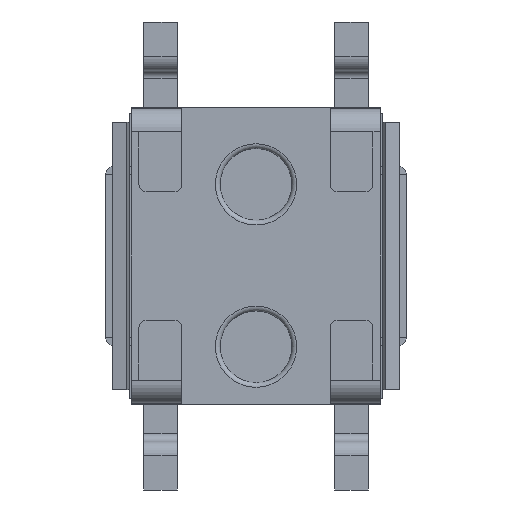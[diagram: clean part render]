
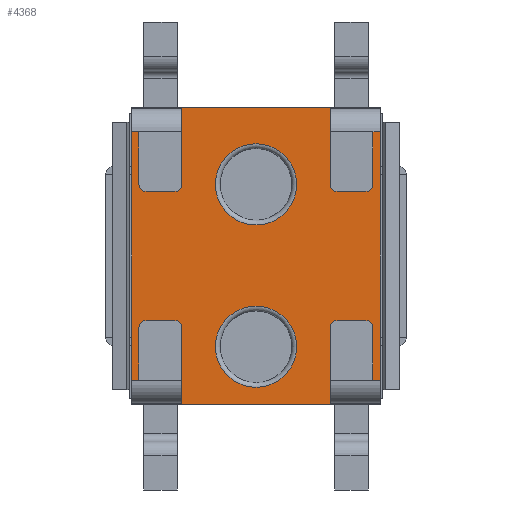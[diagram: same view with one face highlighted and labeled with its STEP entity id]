
A CAD part, front view. The second image highlights one B-rep face of the part: STEP entity #4368.
In plain terms, the highlighted planar face has unit normal (0, -1, 0).
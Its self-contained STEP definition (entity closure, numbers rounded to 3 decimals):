
#34=FACE_BOUND('',#536,.T.);
#35=FACE_BOUND('',#537,.T.);
#300=FACE_OUTER_BOUND('',#535,.T.);
#535=EDGE_LOOP('',(#3868,#3869,#3870,#3871,#3872,#3873,#3874,#3875,#3876,
#3877,#3878,#3879,#3880,#3881,#3882,#3883,#3884,#3885,#3886,#3887,#3888,
#3889,#3890,#3891,#3892,#3893,#3894,#3895));
#536=EDGE_LOOP('',(#3896,#3897));
#537=EDGE_LOOP('',(#3898,#3899));
#701=CIRCLE('',#4755,0.85);
#705=CIRCLE('',#4759,0.85);
#706=CIRCLE('',#4761,0.15);
#707=CIRCLE('',#4762,0.15);
#708=CIRCLE('',#4763,0.15);
#709=CIRCLE('',#4764,0.15);
#710=CIRCLE('',#4765,0.15);
#711=CIRCLE('',#4766,0.15);
#712=CIRCLE('',#4767,0.15);
#713=CIRCLE('',#4768,0.15);
#714=CIRCLE('',#4769,0.85);
#715=CIRCLE('',#4770,0.85);
#955=LINE('',#6719,#1434);
#979=LINE('',#6774,#1458);
#991=LINE('',#6803,#1470);
#1000=LINE('',#6821,#1479);
#1013=LINE('',#6848,#1492);
#1018=LINE('',#6863,#1497);
#1164=LINE('',#7261,#1643);
#1165=LINE('',#7263,#1644);
#1166=LINE('',#7265,#1645);
#1167=LINE('',#7269,#1646);
#1168=LINE('',#7272,#1647);
#1169=LINE('',#7276,#1648);
#1170=LINE('',#7280,#1649);
#1171=LINE('',#7281,#1650);
#1172=LINE('',#7283,#1651);
#1173=LINE('',#7285,#1652);
#1174=LINE('',#7289,#1653);
#1175=LINE('',#7292,#1654);
#1176=LINE('',#7296,#1655);
#1177=LINE('',#7299,#1656);
#1434=VECTOR('',#5414,10.);
#1458=VECTOR('',#5456,10.);
#1470=VECTOR('',#5480,10.);
#1479=VECTOR('',#5495,10.);
#1492=VECTOR('',#5512,10.);
#1497=VECTOR('',#5527,10.);
#1643=VECTOR('',#5939,10.);
#1644=VECTOR('',#5940,10.);
#1645=VECTOR('',#5941,10.);
#1646=VECTOR('',#5944,10.);
#1647=VECTOR('',#5947,10.);
#1648=VECTOR('',#5950,10.);
#1649=VECTOR('',#5953,10.);
#1650=VECTOR('',#5954,10.);
#1651=VECTOR('',#5955,10.);
#1652=VECTOR('',#5956,10.);
#1653=VECTOR('',#5959,10.);
#1654=VECTOR('',#5962,10.);
#1655=VECTOR('',#5965,10.);
#1656=VECTOR('',#5968,10.);
#1889=VERTEX_POINT('',#6716);
#1890=VERTEX_POINT('',#6718);
#1909=VERTEX_POINT('',#6766);
#1912=VERTEX_POINT('',#6772);
#1922=VERTEX_POINT('',#6800);
#1923=VERTEX_POINT('',#6802);
#1928=VERTEX_POINT('',#6818);
#1929=VERTEX_POINT('',#6820);
#1941=VERTEX_POINT('',#6846);
#1946=VERTEX_POINT('',#6862);
#2061=VERTEX_POINT('',#7250);
#2062=VERTEX_POINT('',#7251);
#2065=VERTEX_POINT('',#7260);
#2066=VERTEX_POINT('',#7262);
#2067=VERTEX_POINT('',#7264);
#2068=VERTEX_POINT('',#7266);
#2069=VERTEX_POINT('',#7268);
#2070=VERTEX_POINT('',#7270);
#2071=VERTEX_POINT('',#7273);
#2072=VERTEX_POINT('',#7275);
#2073=VERTEX_POINT('',#7277);
#2074=VERTEX_POINT('',#7279);
#2075=VERTEX_POINT('',#7282);
#2076=VERTEX_POINT('',#7284);
#2077=VERTEX_POINT('',#7286);
#2078=VERTEX_POINT('',#7288);
#2079=VERTEX_POINT('',#7290);
#2080=VERTEX_POINT('',#7293);
#2081=VERTEX_POINT('',#7295);
#2082=VERTEX_POINT('',#7297);
#2083=VERTEX_POINT('',#7300);
#2084=VERTEX_POINT('',#7301);
#2410=EDGE_CURVE('',#1889,#1890,#955,.T.);
#2439=EDGE_CURVE('',#1909,#1912,#979,.T.);
#2455=EDGE_CURVE('',#1922,#1923,#991,.T.);
#2464=EDGE_CURVE('',#1928,#1929,#1000,.T.);
#2478=EDGE_CURVE('',#1928,#1941,#1013,.T.);
#2485=EDGE_CURVE('',#1909,#1946,#1018,.T.);
#2676=EDGE_CURVE('',#2061,#2062,#701,.T.);
#2680=EDGE_CURVE('',#2062,#2061,#705,.T.);
#2681=EDGE_CURVE('',#2065,#1890,#1164,.T.);
#2682=EDGE_CURVE('',#1889,#2066,#1165,.T.);
#2683=EDGE_CURVE('',#2066,#2067,#1166,.T.);
#2684=EDGE_CURVE('',#2067,#2068,#706,.T.);
#2685=EDGE_CURVE('',#2068,#2069,#1167,.T.);
#2686=EDGE_CURVE('',#2069,#2070,#707,.T.);
#2687=EDGE_CURVE('',#2070,#1946,#1168,.T.);
#2688=EDGE_CURVE('',#1912,#2071,#708,.T.);
#2689=EDGE_CURVE('',#2071,#2072,#1169,.T.);
#2690=EDGE_CURVE('',#2072,#2073,#709,.T.);
#2691=EDGE_CURVE('',#2073,#2074,#1170,.T.);
#2692=EDGE_CURVE('',#2074,#1923,#1171,.T.);
#2693=EDGE_CURVE('',#1922,#2075,#1172,.T.);
#2694=EDGE_CURVE('',#2075,#2076,#1173,.T.);
#2695=EDGE_CURVE('',#2076,#2077,#710,.T.);
#2696=EDGE_CURVE('',#2077,#2078,#1174,.T.);
#2697=EDGE_CURVE('',#2078,#2079,#711,.T.);
#2698=EDGE_CURVE('',#2079,#1929,#1175,.T.);
#2699=EDGE_CURVE('',#1941,#2080,#712,.T.);
#2700=EDGE_CURVE('',#2080,#2081,#1176,.T.);
#2701=EDGE_CURVE('',#2081,#2082,#713,.T.);
#2702=EDGE_CURVE('',#2082,#2065,#1177,.T.);
#2703=EDGE_CURVE('',#2083,#2084,#714,.T.);
#2704=EDGE_CURVE('',#2084,#2083,#715,.T.);
#3868=ORIENTED_EDGE('',*,*,#2681,.T.);
#3869=ORIENTED_EDGE('',*,*,#2410,.F.);
#3870=ORIENTED_EDGE('',*,*,#2682,.T.);
#3871=ORIENTED_EDGE('',*,*,#2683,.T.);
#3872=ORIENTED_EDGE('',*,*,#2684,.T.);
#3873=ORIENTED_EDGE('',*,*,#2685,.T.);
#3874=ORIENTED_EDGE('',*,*,#2686,.T.);
#3875=ORIENTED_EDGE('',*,*,#2687,.T.);
#3876=ORIENTED_EDGE('',*,*,#2485,.F.);
#3877=ORIENTED_EDGE('',*,*,#2439,.T.);
#3878=ORIENTED_EDGE('',*,*,#2688,.T.);
#3879=ORIENTED_EDGE('',*,*,#2689,.T.);
#3880=ORIENTED_EDGE('',*,*,#2690,.T.);
#3881=ORIENTED_EDGE('',*,*,#2691,.T.);
#3882=ORIENTED_EDGE('',*,*,#2692,.T.);
#3883=ORIENTED_EDGE('',*,*,#2455,.F.);
#3884=ORIENTED_EDGE('',*,*,#2693,.T.);
#3885=ORIENTED_EDGE('',*,*,#2694,.T.);
#3886=ORIENTED_EDGE('',*,*,#2695,.T.);
#3887=ORIENTED_EDGE('',*,*,#2696,.T.);
#3888=ORIENTED_EDGE('',*,*,#2697,.T.);
#3889=ORIENTED_EDGE('',*,*,#2698,.T.);
#3890=ORIENTED_EDGE('',*,*,#2464,.F.);
#3891=ORIENTED_EDGE('',*,*,#2478,.T.);
#3892=ORIENTED_EDGE('',*,*,#2699,.T.);
#3893=ORIENTED_EDGE('',*,*,#2700,.T.);
#3894=ORIENTED_EDGE('',*,*,#2701,.T.);
#3895=ORIENTED_EDGE('',*,*,#2702,.T.);
#3896=ORIENTED_EDGE('',*,*,#2703,.F.);
#3897=ORIENTED_EDGE('',*,*,#2704,.F.);
#3898=ORIENTED_EDGE('',*,*,#2676,.F.);
#3899=ORIENTED_EDGE('',*,*,#2680,.F.);
#4150=PLANE('',#4760);
#4368=ADVANCED_FACE('',(#300,#34,#35),#4150,.F.);
#4755=AXIS2_PLACEMENT_3D('',#7252,#5927,#5928);
#4759=AXIS2_PLACEMENT_3D('',#7258,#5935,#5936);
#4760=AXIS2_PLACEMENT_3D('',#7259,#5937,#5938);
#4761=AXIS2_PLACEMENT_3D('',#7267,#5942,#5943);
#4762=AXIS2_PLACEMENT_3D('',#7271,#5945,#5946);
#4763=AXIS2_PLACEMENT_3D('',#7274,#5948,#5949);
#4764=AXIS2_PLACEMENT_3D('',#7278,#5951,#5952);
#4765=AXIS2_PLACEMENT_3D('',#7287,#5957,#5958);
#4766=AXIS2_PLACEMENT_3D('',#7291,#5960,#5961);
#4767=AXIS2_PLACEMENT_3D('',#7294,#5963,#5964);
#4768=AXIS2_PLACEMENT_3D('',#7298,#5966,#5967);
#4769=AXIS2_PLACEMENT_3D('',#7302,#5969,#5970);
#4770=AXIS2_PLACEMENT_3D('',#7303,#5971,#5972);
#5414=DIRECTION('',(0.,0.,1.));
#5456=DIRECTION('',(0.,0.,1.));
#5480=DIRECTION('',(0.,0.,-1.));
#5495=DIRECTION('',(1.,0.,0.));
#5512=DIRECTION('',(0.,0.,-1.));
#5527=DIRECTION('',(-1.,0.,0.));
#5927=DIRECTION('center_axis',(0.,-1.,0.));
#5928=DIRECTION('ref_axis',(-1.,0.,0.));
#5935=DIRECTION('center_axis',(0.,-1.,0.));
#5936=DIRECTION('ref_axis',(-1.,0.,0.));
#5937=DIRECTION('center_axis',(0.,1.,0.));
#5938=DIRECTION('ref_axis',(0.,0.,1.));
#5939=DIRECTION('',(-1.,0.,0.));
#5940=DIRECTION('',(1.,0.,0.));
#5941=DIRECTION('',(0.,0.,1.));
#5942=DIRECTION('center_axis',(0.,1.,0.));
#5943=DIRECTION('ref_axis',(0.,0.,1.));
#5944=DIRECTION('',(1.,0.,0.));
#5945=DIRECTION('center_axis',(0.,1.,0.));
#5946=DIRECTION('ref_axis',(1.,0.,0.));
#5947=DIRECTION('',(0.,0.,-1.));
#5948=DIRECTION('center_axis',(0.,1.,0.));
#5949=DIRECTION('ref_axis',(0.,0.,1.));
#5950=DIRECTION('',(1.,0.,0.));
#5951=DIRECTION('center_axis',(0.,1.,0.));
#5952=DIRECTION('ref_axis',(1.,0.,0.));
#5953=DIRECTION('',(0.,0.,-1.));
#5954=DIRECTION('',(1.,0.,0.));
#5955=DIRECTION('',(-1.,0.,0.));
#5956=DIRECTION('',(0.,0.,-1.));
#5957=DIRECTION('center_axis',(0.,1.,0.));
#5958=DIRECTION('ref_axis',(0.,0.,-1.));
#5959=DIRECTION('',(-1.,0.,0.));
#5960=DIRECTION('center_axis',(0.,1.,0.));
#5961=DIRECTION('ref_axis',(-1.,0.,0.));
#5962=DIRECTION('',(0.,0.,1.));
#5963=DIRECTION('center_axis',(0.,1.,0.));
#5964=DIRECTION('ref_axis',(0.,0.,-1.));
#5965=DIRECTION('',(-1.,0.,0.));
#5966=DIRECTION('center_axis',(0.,1.,0.));
#5967=DIRECTION('ref_axis',(-1.,0.,0.));
#5968=DIRECTION('',(0.,0.,1.));
#5969=DIRECTION('center_axis',(0.,-1.,0.));
#5970=DIRECTION('ref_axis',(-1.,0.,0.));
#5971=DIRECTION('center_axis',(0.,-1.,0.));
#5972=DIRECTION('ref_axis',(-1.,0.,0.));
#6716=CARTESIAN_POINT('',(-2.6,0.,-2.6));
#6718=CARTESIAN_POINT('',(-2.6,0.,2.6));
#6719=CARTESIAN_POINT('',(-2.6,0.,-3.1));
#6766=CARTESIAN_POINT('',(1.55,0.,-3.1));
#6772=CARTESIAN_POINT('',(1.55,0.,-1.5));
#6774=CARTESIAN_POINT('',(1.55,0.,-1.55));
#6800=CARTESIAN_POINT('',(2.6,0.,2.6));
#6802=CARTESIAN_POINT('',(2.6,0.,-2.6));
#6803=CARTESIAN_POINT('',(2.6,0.,3.1));
#6818=CARTESIAN_POINT('',(-1.55,0.,3.1));
#6820=CARTESIAN_POINT('',(1.55,0.,3.1));
#6821=CARTESIAN_POINT('',(-2.6,0.,3.1));
#6846=CARTESIAN_POINT('',(-1.55,0.,1.5));
#6848=CARTESIAN_POINT('',(-1.55,0.,1.55));
#6862=CARTESIAN_POINT('',(-1.55,0.,-3.1));
#6863=CARTESIAN_POINT('',(2.6,0.,-3.1));
#7250=CARTESIAN_POINT('',(0.85,0.,1.5));
#7251=CARTESIAN_POINT('',(0.,0.,0.65));
#7252=CARTESIAN_POINT('Origin',(0.,0.,1.5));
#7258=CARTESIAN_POINT('Origin',(0.,0.,1.5));
#7259=CARTESIAN_POINT('Origin',(0.,0.,0.));
#7260=CARTESIAN_POINT('',(-2.45,0.,2.6));
#7261=CARTESIAN_POINT('',(-1.225,0.,2.6));
#7262=CARTESIAN_POINT('',(-2.45,0.,-2.6));
#7263=CARTESIAN_POINT('',(-1.3,0.,-2.6));
#7264=CARTESIAN_POINT('',(-2.45,0.,-1.5));
#7265=CARTESIAN_POINT('',(-2.45,0.,-1.3));
#7266=CARTESIAN_POINT('',(-2.3,0.,-1.35));
#7267=CARTESIAN_POINT('Origin',(-2.3,0.,-1.5));
#7268=CARTESIAN_POINT('',(-1.7,0.,-1.35));
#7269=CARTESIAN_POINT('',(-1.15,0.,-1.35));
#7270=CARTESIAN_POINT('',(-1.55,0.,-1.5));
#7271=CARTESIAN_POINT('Origin',(-1.7,0.,-1.5));
#7272=CARTESIAN_POINT('',(-1.55,0.,-0.75));
#7273=CARTESIAN_POINT('',(1.7,0.,-1.35));
#7274=CARTESIAN_POINT('Origin',(1.7,0.,-1.5));
#7275=CARTESIAN_POINT('',(2.3,0.,-1.35));
#7276=CARTESIAN_POINT('',(0.85,0.,-1.35));
#7277=CARTESIAN_POINT('',(2.45,0.,-1.5));
#7278=CARTESIAN_POINT('Origin',(2.3,0.,-1.5));
#7279=CARTESIAN_POINT('',(2.45,0.,-2.6));
#7280=CARTESIAN_POINT('',(2.45,0.,-0.75));
#7281=CARTESIAN_POINT('',(1.225,0.,-2.6));
#7282=CARTESIAN_POINT('',(2.45,0.,2.6));
#7283=CARTESIAN_POINT('',(1.3,0.,2.6));
#7284=CARTESIAN_POINT('',(2.45,0.,1.5));
#7285=CARTESIAN_POINT('',(2.45,0.,1.3));
#7286=CARTESIAN_POINT('',(2.3,0.,1.35));
#7287=CARTESIAN_POINT('Origin',(2.3,0.,1.5));
#7288=CARTESIAN_POINT('',(1.7,0.,1.35));
#7289=CARTESIAN_POINT('',(1.15,0.,1.35));
#7290=CARTESIAN_POINT('',(1.55,0.,1.5));
#7291=CARTESIAN_POINT('Origin',(1.7,0.,1.5));
#7292=CARTESIAN_POINT('',(1.55,0.,0.75));
#7293=CARTESIAN_POINT('',(-1.7,0.,1.35));
#7294=CARTESIAN_POINT('Origin',(-1.7,0.,1.5));
#7295=CARTESIAN_POINT('',(-2.3,0.,1.35));
#7296=CARTESIAN_POINT('',(-0.85,0.,1.35));
#7297=CARTESIAN_POINT('',(-2.45,0.,1.5));
#7298=CARTESIAN_POINT('Origin',(-2.3,0.,1.5));
#7299=CARTESIAN_POINT('',(-2.45,0.,0.75));
#7300=CARTESIAN_POINT('',(0.85,0.,-1.9));
#7301=CARTESIAN_POINT('',(0.,0.,-2.75));
#7302=CARTESIAN_POINT('Origin',(0.,0.,-1.9));
#7303=CARTESIAN_POINT('Origin',(0.,0.,-1.9));
